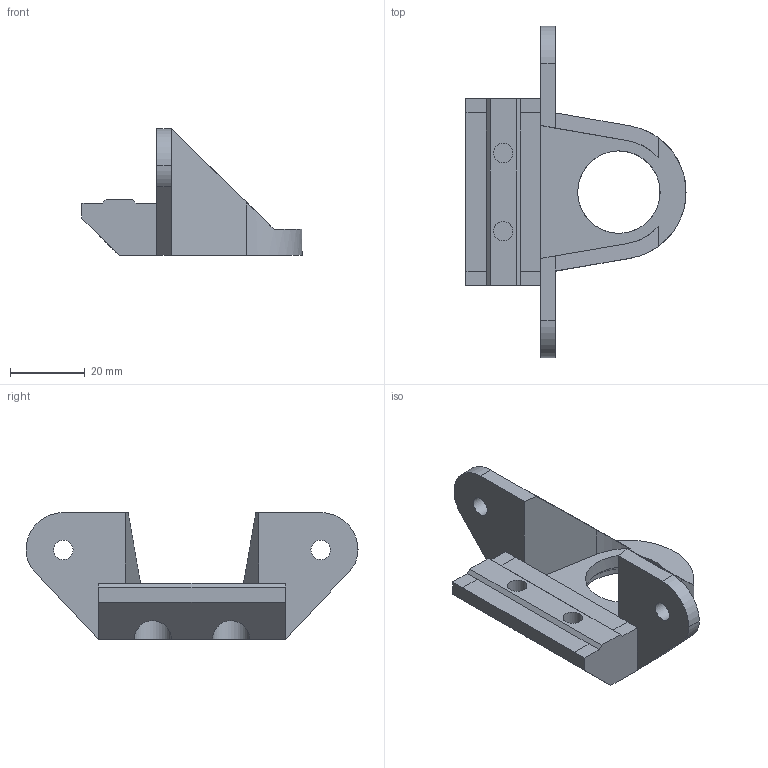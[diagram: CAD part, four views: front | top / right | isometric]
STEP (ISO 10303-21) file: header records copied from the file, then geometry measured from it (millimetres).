
FILE_DESCRIPTION(/* description */ (''),/* implementation_level */ '2;1');
FILE_NAME(/* name */ 'Z bearing mount.stp',/* time_stamp */ '2015-10-19T19:16:26+01:00',/* author */ (''),/* organization */ (''),/* preprocessor_version */ 'ST-DEVELOPER v15.2',/* originating_system */ 'Autodesk Translator Framework v2.0.0.5431',/* authorisation */ '');
FILE_SCHEMA (('AUTOMOTIVE_DESIGN { 1 0 10303 214 3 1 1 }'));
Length unit declared in the file: centimetre
Products named in the file (1): Z bearing mount
Bounding box: 59 x 89 x 34 mm (x, y, z)
Volume: 24984.6 mm3; surface area: 11527.9 mm2
Topology: 1 solids, 1 shells, 54 faces, 144 edges, 94 vertices
Faces by surface type: plane 38, cylinder 15, cone 1
Full cylindrical faces by diameter (mm): 5.2 x4, 10 x2, 22.1 x1, 25.3 x1
Entity records: 1632 total; most frequent: CARTESIAN_POINT 293, DIRECTION 275, ORIENTED_EDGE 262, EDGE_CURVE 131, LINE 95, VECTOR 95, VERTEX_POINT 90, AXIS2_PLACEMENT_3D 90
